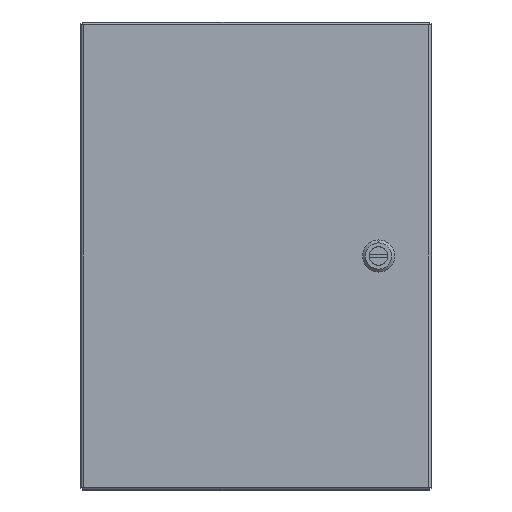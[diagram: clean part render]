
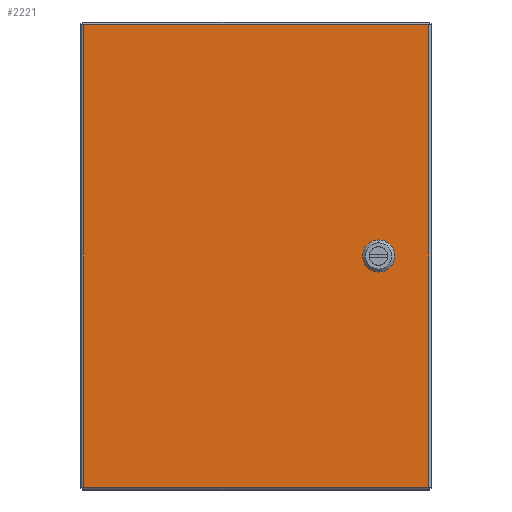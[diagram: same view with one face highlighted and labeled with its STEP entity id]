
A CAD part, front view. The second image highlights one B-rep face of the part: STEP entity #2221.
In plain terms, the highlighted planar face has unit normal (0, -1, 0).
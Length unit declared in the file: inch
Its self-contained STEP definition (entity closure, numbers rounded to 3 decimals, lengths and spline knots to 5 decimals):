
#228 = VERTEX_POINT ( 'NONE', #5332 ) ;
#706 = VECTOR ( 'NONE', #11612, 39.37008 ) ;
#716 = VECTOR ( 'NONE', #1826, 39.37008 ) ;
#828 = VECTOR ( 'NONE', #20437, 39.37008 ) ;
#853 = CARTESIAN_POINT ( 'NONE',  ( -5.896, -8.821, 7.8985 ) ) ;
#1387 = DIRECTION ( 'NONE',  ( 0.707, 0., 0.707 ) ) ;
#1504 = DIRECTION ( 'NONE',  ( -0.707, 0., 0.707 ) ) ;
#1826 = DIRECTION ( 'NONE',  ( 0., 0., 1. ) ) ;
#2185 = VECTOR ( 'NONE', #3289, 39.37008 ) ;
#2221 = ADVANCED_FACE ( 'NONE', ( #20450, #11995 ), #12115, .T. ) ;
#2860 = CARTESIAN_POINT ( 'NONE',  ( 4.5865, -8.821, -0.231 ) ) ;
#3289 = DIRECTION ( 'NONE',  ( -1., 0., 0. ) ) ;
#3532 = DIRECTION ( 'NONE',  ( -0.707, 0., -0.707 ) ) ;
#3535 = LINE ( 'NONE', #20093, #828 ) ;
#3648 = ORIENTED_EDGE ( 'NONE', *, *, #16717, .T. ) ;
#3800 = VERTEX_POINT ( 'NONE', #14255 ) ;
#3830 = CARTESIAN_POINT ( 'NONE',  ( 4.422, -8.821, 0.3955 ) ) ;
#3943 = LINE ( 'NONE', #3830, #3992 ) ;
#3992 = VECTOR ( 'NONE', #7376, 39.37008 ) ;
#4070 = VERTEX_POINT ( 'NONE', #11378 ) ;
#4184 = CARTESIAN_POINT ( 'NONE',  ( -5.896, -8.821, 7.8985 ) ) ;
#4218 = VECTOR ( 'NONE', #16769, 39.37008 ) ;
#4521 = LINE ( 'NONE', #2860, #13899 ) ;
#5105 = VERTEX_POINT ( 'NONE', #21559 ) ;
#5332 = CARTESIAN_POINT ( 'NONE',  ( 3.96, -8.821, 0.3955 ) ) ;
#5595 = LINE ( 'NONE', #15286, #716 ) ;
#5679 = ORIENTED_EDGE ( 'NONE', *, *, #6682, .T. ) ;
#5930 = CARTESIAN_POINT ( 'NONE',  ( -5.896, -8.821, -7.8985 ) ) ;
#5997 = VECTOR ( 'NONE', #19306, 39.37008 ) ;
#6207 = VERTEX_POINT ( 'NONE', #8178 ) ;
#6500 = CARTESIAN_POINT ( 'NONE',  ( 5.901, -8.821, -7.8985 ) ) ;
#6682 = EDGE_CURVE ( 'NONE', #12930, #6207, #5595, .T. ) ;
#6732 = VERTEX_POINT ( 'NONE', #18941 ) ;
#6909 = ORIENTED_EDGE ( 'NONE', *, *, #19468, .T. ) ;
#7315 = ORIENTED_EDGE ( 'NONE', *, *, #9384, .T. ) ;
#7376 = DIRECTION ( 'NONE',  ( 1., 0., 0. ) ) ;
#7445 = ORIENTED_EDGE ( 'NONE', *, *, #15682, .T. ) ;
#7598 = CARTESIAN_POINT ( 'NONE',  ( -5.896, -8.821, -7.8985 ) ) ;
#8178 = CARTESIAN_POINT ( 'NONE',  ( 3.7955, -8.821, 0.231 ) ) ;
#8484 = CARTESIAN_POINT ( 'NONE',  ( 4.422, -8.821, -0.3955 ) ) ;
#8525 = EDGE_CURVE ( 'NONE', #228, #3800, #3943, .T. ) ;
#9268 = AXIS2_PLACEMENT_3D ( 'NONE', #20556, #16898, #18883 ) ;
#9384 = EDGE_CURVE ( 'NONE', #10376, #6732, #4521, .T. ) ;
#9426 = DIRECTION ( 'NONE',  ( 0., 0., -1. ) ) ;
#9457 = ORIENTED_EDGE ( 'NONE', *, *, #8525, .T. ) ;
#9542 = EDGE_CURVE ( 'NONE', #6732, #12817, #13666, .T. ) ;
#9586 = VECTOR ( 'NONE', #1504, 39.37008 ) ;
#9834 = LINE ( 'NONE', #6500, #706 ) ;
#9948 = CARTESIAN_POINT ( 'NONE',  ( 3.7955, -8.821, -0.231 ) ) ;
#10376 = VERTEX_POINT ( 'NONE', #14470 ) ;
#10900 = EDGE_CURVE ( 'NONE', #6207, #228, #15077, .T. ) ;
#10904 = VECTOR ( 'NONE', #14615, 39.37008 ) ;
#11378 = CARTESIAN_POINT ( 'NONE',  ( 3.96, -8.821, -0.3955 ) ) ;
#11612 = DIRECTION ( 'NONE',  ( 0., 0., 1. ) ) ;
#11911 = VERTEX_POINT ( 'NONE', #853 ) ;
#11989 = ORIENTED_EDGE ( 'NONE', *, *, #15469, .T. ) ;
#11995 = FACE_BOUND ( 'NONE', #16459, .T. ) ;
#12115 = PLANE ( 'NONE',  #9268 ) ;
#12132 = EDGE_CURVE ( 'NONE', #12679, #19502, #3535, .T. ) ;
#12467 = ORIENTED_EDGE ( 'NONE', *, *, #10900, .T. ) ;
#12679 = VERTEX_POINT ( 'NONE', #7598 ) ;
#12817 = VERTEX_POINT ( 'NONE', #8484 ) ;
#12930 = VERTEX_POINT ( 'NONE', #17807 ) ;
#13210 = LINE ( 'NONE', #15095, #4218 ) ;
#13595 = ORIENTED_EDGE ( 'NONE', *, *, #9542, .T. ) ;
#13666 = LINE ( 'NONE', #20433, #18129 ) ;
#13899 = VECTOR ( 'NONE', #9426, 39.37008 ) ;
#14048 = ORIENTED_EDGE ( 'NONE', *, *, #16713, .T. ) ;
#14255 = CARTESIAN_POINT ( 'NONE',  ( 4.422, -8.821, 0.3955 ) ) ;
#14470 = CARTESIAN_POINT ( 'NONE',  ( 4.5865, -8.821, 0.231 ) ) ;
#14615 = DIRECTION ( 'NONE',  ( 0., 0., -1. ) ) ;
#14978 = EDGE_LOOP ( 'NONE', ( #14048, #7445, #21879, #20549 ) ) ;
#15077 = LINE ( 'NONE', #16629, #18888 ) ;
#15095 = CARTESIAN_POINT ( 'NONE',  ( 4.422, -8.821, 0.3955 ) ) ;
#15286 = CARTESIAN_POINT ( 'NONE',  ( 3.7955, -8.821, 0.231 ) ) ;
#15469 = EDGE_CURVE ( 'NONE', #3800, #10376, #13210, .T. ) ;
#15682 = EDGE_CURVE ( 'NONE', #5105, #11911, #19728, .T. ) ;
#16459 = EDGE_LOOP ( 'NONE', ( #5679, #12467, #9457, #11989, #7315, #13595, #6909, #3648 ) ) ;
#16516 = LINE ( 'NONE', #21737, #2185 ) ;
#16629 = CARTESIAN_POINT ( 'NONE',  ( 3.96, -8.821, 0.3955 ) ) ;
#16713 = EDGE_CURVE ( 'NONE', #19502, #5105, #9834, .T. ) ;
#16717 = EDGE_CURVE ( 'NONE', #4070, #12930, #18396, .T. ) ;
#16769 = DIRECTION ( 'NONE',  ( 0.707, 0., -0.707 ) ) ;
#16898 = DIRECTION ( 'NONE',  ( 0., -1., 0. ) ) ;
#16960 = CARTESIAN_POINT ( 'NONE',  ( 5.901, -8.821, -7.8985 ) ) ;
#17807 = CARTESIAN_POINT ( 'NONE',  ( 3.7955, -8.821, -0.231 ) ) ;
#18129 = VECTOR ( 'NONE', #3532, 39.37008 ) ;
#18396 = LINE ( 'NONE', #9948, #9586 ) ;
#18883 = DIRECTION ( 'NONE',  ( 0., 0., -1. ) ) ;
#18888 = VECTOR ( 'NONE', #1387, 39.37008 ) ;
#18941 = CARTESIAN_POINT ( 'NONE',  ( 4.5865, -8.821, -0.231 ) ) ;
#19306 = DIRECTION ( 'NONE',  ( -1., 0., 0. ) ) ;
#19468 = EDGE_CURVE ( 'NONE', #12817, #4070, #16516, .T. ) ;
#19502 = VERTEX_POINT ( 'NONE', #16960 ) ;
#19728 = LINE ( 'NONE', #4184, #5997 ) ;
#20093 = CARTESIAN_POINT ( 'NONE',  ( -5.896, -8.821, -7.8985 ) ) ;
#20433 = CARTESIAN_POINT ( 'NONE',  ( 4.5865, -8.821, -0.231 ) ) ;
#20437 = DIRECTION ( 'NONE',  ( 1., 0., 0. ) ) ;
#20450 = FACE_OUTER_BOUND ( 'NONE', #14978, .T. ) ;
#20549 = ORIENTED_EDGE ( 'NONE', *, *, #12132, .T. ) ;
#20556 = CARTESIAN_POINT ( 'NONE',  ( -5.896, -8.821, -7.8985 ) ) ;
#20802 = EDGE_CURVE ( 'NONE', #11911, #12679, #21063, .T. ) ;
#21063 = LINE ( 'NONE', #5930, #10904 ) ;
#21559 = CARTESIAN_POINT ( 'NONE',  ( 5.901, -8.821, 7.8985 ) ) ;
#21737 = CARTESIAN_POINT ( 'NONE',  ( 3.96, -8.821, -0.3955 ) ) ;
#21879 = ORIENTED_EDGE ( 'NONE', *, *, #20802, .T. ) ;
